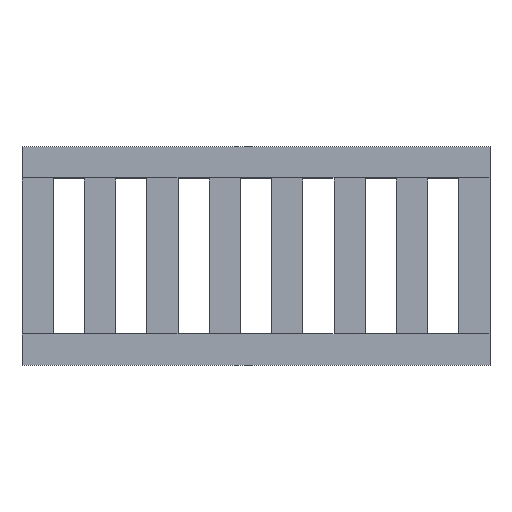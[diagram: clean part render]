
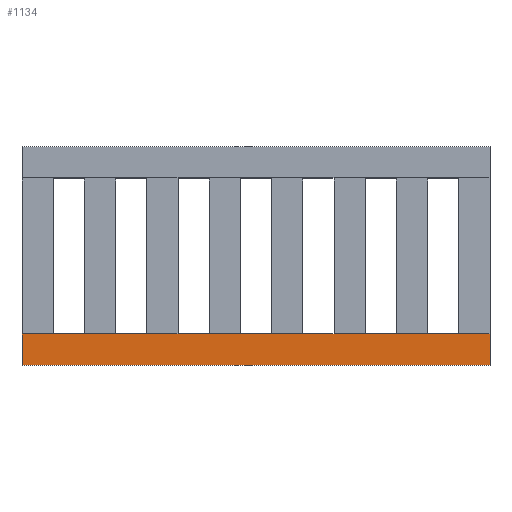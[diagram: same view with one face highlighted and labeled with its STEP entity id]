
A CAD part, top view. The second image highlights one B-rep face of the part: STEP entity #1134.
In plain terms, the highlighted planar face has unit normal (0, 0, 1).
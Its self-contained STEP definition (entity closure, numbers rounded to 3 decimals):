
#30=FACE_OUTER_BOUND('',#89,.T.);
#89=EDGE_LOOP('',(#771,#772,#773,#774,#775,#776,#777,#778,#779,#780,#781,
#782,#783,#784,#785,#786,#787,#788));
#150=LINE('',#1551,#314);
#152=LINE('',#1557,#316);
#158=LINE('',#1569,#322);
#162=LINE('',#1578,#326);
#164=LINE('',#1584,#328);
#168=LINE('',#1593,#332);
#174=LINE('',#1605,#338);
#177=LINE('',#1613,#341);
#179=LINE('',#1617,#343);
#180=LINE('',#1618,#344);
#181=LINE('',#1619,#345);
#182=LINE('',#1620,#346);
#183=LINE('',#1621,#347);
#184=LINE('',#1622,#348);
#185=LINE('',#1623,#349);
#186=LINE('',#1624,#350);
#187=LINE('',#1626,#351);
#188=LINE('',#1627,#352);
#314=VECTOR('',#1265,10.);
#316=VECTOR('',#1269,10.);
#322=VECTOR('',#1277,10.);
#326=VECTOR('',#1283,10.);
#328=VECTOR('',#1287,10.);
#332=VECTOR('',#1293,10.);
#338=VECTOR('',#1301,10.);
#341=VECTOR('',#1306,10.);
#343=VECTOR('',#1310,10.);
#344=VECTOR('',#1311,10.);
#345=VECTOR('',#1312,10.);
#346=VECTOR('',#1313,10.);
#347=VECTOR('',#1314,10.);
#348=VECTOR('',#1315,10.);
#349=VECTOR('',#1316,10.);
#350=VECTOR('',#1317,10.);
#351=VECTOR('',#1318,10.);
#352=VECTOR('',#1319,10.);
#476=VERTEX_POINT('',#1545);
#478=VERTEX_POINT('',#1549);
#480=VERTEX_POINT('',#1554);
#481=VERTEX_POINT('',#1556);
#484=VERTEX_POINT('',#1563);
#486=VERTEX_POINT('',#1567);
#488=VERTEX_POINT('',#1572);
#490=VERTEX_POINT('',#1576);
#492=VERTEX_POINT('',#1581);
#493=VERTEX_POINT('',#1583);
#496=VERTEX_POINT('',#1590);
#497=VERTEX_POINT('',#1592);
#500=VERTEX_POINT('',#1599);
#502=VERTEX_POINT('',#1603);
#505=VERTEX_POINT('',#1610);
#506=VERTEX_POINT('',#1612);
#507=VERTEX_POINT('',#1616);
#508=VERTEX_POINT('',#1625);
#578=EDGE_CURVE('',#476,#478,#150,.T.);
#580=EDGE_CURVE('',#481,#480,#152,.T.);
#586=EDGE_CURVE('',#484,#486,#158,.T.);
#590=EDGE_CURVE('',#488,#490,#162,.T.);
#592=EDGE_CURVE('',#493,#492,#164,.T.);
#596=EDGE_CURVE('',#497,#496,#168,.T.);
#602=EDGE_CURVE('',#500,#502,#174,.T.);
#605=EDGE_CURVE('',#506,#505,#177,.T.);
#607=EDGE_CURVE('',#505,#507,#179,.T.);
#608=EDGE_CURVE('',#476,#507,#180,.T.);
#609=EDGE_CURVE('',#481,#478,#181,.T.);
#610=EDGE_CURVE('',#493,#480,#182,.T.);
#611=EDGE_CURVE('',#497,#492,#183,.T.);
#612=EDGE_CURVE('',#500,#496,#184,.T.);
#613=EDGE_CURVE('',#488,#502,#185,.T.);
#614=EDGE_CURVE('',#484,#490,#186,.T.);
#615=EDGE_CURVE('',#508,#486,#187,.T.);
#616=EDGE_CURVE('',#508,#506,#188,.T.);
#771=ORIENTED_EDGE('',*,*,#607,.T.);
#772=ORIENTED_EDGE('',*,*,#608,.F.);
#773=ORIENTED_EDGE('',*,*,#578,.T.);
#774=ORIENTED_EDGE('',*,*,#609,.F.);
#775=ORIENTED_EDGE('',*,*,#580,.T.);
#776=ORIENTED_EDGE('',*,*,#610,.F.);
#777=ORIENTED_EDGE('',*,*,#592,.T.);
#778=ORIENTED_EDGE('',*,*,#611,.F.);
#779=ORIENTED_EDGE('',*,*,#596,.T.);
#780=ORIENTED_EDGE('',*,*,#612,.F.);
#781=ORIENTED_EDGE('',*,*,#602,.T.);
#782=ORIENTED_EDGE('',*,*,#613,.F.);
#783=ORIENTED_EDGE('',*,*,#590,.T.);
#784=ORIENTED_EDGE('',*,*,#614,.F.);
#785=ORIENTED_EDGE('',*,*,#586,.T.);
#786=ORIENTED_EDGE('',*,*,#615,.F.);
#787=ORIENTED_EDGE('',*,*,#616,.T.);
#788=ORIENTED_EDGE('',*,*,#605,.T.);
#1075=PLANE('',#1207);
#1134=ADVANCED_FACE('',(#30),#1075,.T.);
#1207=AXIS2_PLACEMENT_3D('',#1615,#1308,#1309);
#1265=DIRECTION('',(-1.,0.,0.));
#1269=DIRECTION('',(-1.,0.,0.));
#1277=DIRECTION('',(-1.,0.,0.));
#1283=DIRECTION('',(-1.,0.,0.));
#1287=DIRECTION('',(-1.,0.,0.));
#1293=DIRECTION('',(-1.,0.,0.));
#1301=DIRECTION('',(-1.,0.,0.));
#1306=DIRECTION('',(1.,0.,0.));
#1308=DIRECTION('center_axis',(0.,0.,1.));
#1309=DIRECTION('ref_axis',(1.,0.,0.));
#1310=DIRECTION('',(0.,1.,0.));
#1311=DIRECTION('',(1.,0.,0.));
#1312=DIRECTION('',(1.,0.,0.));
#1313=DIRECTION('',(1.,0.,0.));
#1314=DIRECTION('',(1.,0.,0.));
#1315=DIRECTION('',(1.,0.,0.));
#1316=DIRECTION('',(1.,0.,0.));
#1317=DIRECTION('',(1.,0.,0.));
#1318=DIRECTION('',(1.,0.,0.));
#1319=DIRECTION('',(0.,-1.,0.));
#1545=CARTESIAN_POINT('',(65.,-25.,1.));
#1549=CARTESIAN_POINT('',(55.,-25.,1.));
#1551=CARTESIAN_POINT('',(75.,-25.,1.));
#1554=CARTESIAN_POINT('',(35.,-25.,1.));
#1556=CARTESIAN_POINT('',(45.,-25.,1.));
#1557=CARTESIAN_POINT('',(75.,-25.,1.));
#1563=CARTESIAN_POINT('',(-55.,-25.,1.));
#1567=CARTESIAN_POINT('',(-65.,-25.,1.));
#1569=CARTESIAN_POINT('',(75.,-25.,1.));
#1572=CARTESIAN_POINT('',(-35.,-25.,1.));
#1576=CARTESIAN_POINT('',(-45.,-25.,1.));
#1578=CARTESIAN_POINT('',(75.,-25.,1.));
#1581=CARTESIAN_POINT('',(15.,-25.,1.));
#1583=CARTESIAN_POINT('',(25.,-25.,1.));
#1584=CARTESIAN_POINT('',(75.,-25.,1.));
#1590=CARTESIAN_POINT('',(-5.,-25.,1.));
#1592=CARTESIAN_POINT('',(5.,-25.,1.));
#1593=CARTESIAN_POINT('',(75.,-25.,1.));
#1599=CARTESIAN_POINT('',(-15.,-25.,1.));
#1603=CARTESIAN_POINT('',(-25.,-25.,1.));
#1605=CARTESIAN_POINT('',(75.,-25.,1.));
#1610=CARTESIAN_POINT('',(75.,-35.,1.));
#1612=CARTESIAN_POINT('',(-75.,-35.,1.));
#1613=CARTESIAN_POINT('',(75.,-35.,1.));
#1615=CARTESIAN_POINT('Origin',(0.,-30.,1.));
#1616=CARTESIAN_POINT('',(75.,-25.,1.));
#1617=CARTESIAN_POINT('',(75.,35.,1.));
#1618=CARTESIAN_POINT('',(32.5,-25.,1.));
#1619=CARTESIAN_POINT('',(22.5,-25.,1.));
#1620=CARTESIAN_POINT('',(12.5,-25.,1.));
#1621=CARTESIAN_POINT('',(2.5,-25.,1.));
#1622=CARTESIAN_POINT('',(-7.5,-25.,1.));
#1623=CARTESIAN_POINT('',(-17.5,-25.,1.));
#1624=CARTESIAN_POINT('',(-27.5,-25.,1.));
#1625=CARTESIAN_POINT('',(-75.,-25.,1.));
#1626=CARTESIAN_POINT('',(-37.5,-25.,1.));
#1627=CARTESIAN_POINT('',(-75.,-35.,1.));
